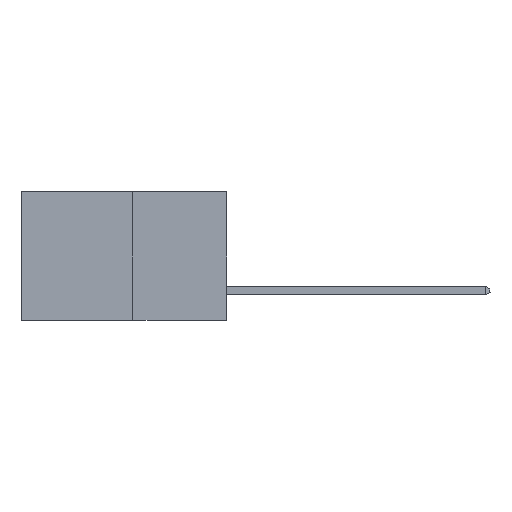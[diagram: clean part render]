
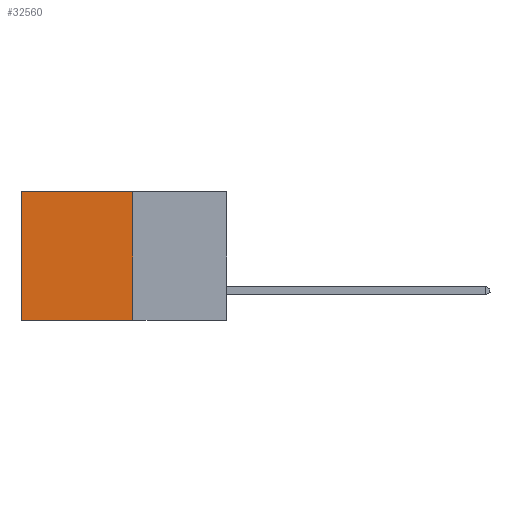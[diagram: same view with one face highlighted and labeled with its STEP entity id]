
A CAD part, left-side view. The second image highlights one B-rep face of the part: STEP entity #32560.
In plain terms, the highlighted planar face has unit normal (-1, 0, 0).
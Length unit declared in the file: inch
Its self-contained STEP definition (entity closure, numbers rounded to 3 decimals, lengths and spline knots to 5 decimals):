
#1302 = CARTESIAN_POINT ( 'NONE',  ( 0.277, 0.59, 0. ) ) ;
#2776 = DIRECTION ( 'NONE',  ( 0., 0., -1. ) ) ;
#4024 = VECTOR ( 'NONE', #6312, 39.37008 ) ;
#5635 = AXIS2_PLACEMENT_3D ( 'NONE', #23165, #18130, #2776 ) ;
#6243 = DIRECTION ( 'NONE',  ( 0., 0., -1. ) ) ;
#6312 = DIRECTION ( 'NONE',  ( 0., 0., -1. ) ) ;
#6354 = CARTESIAN_POINT ( 'NONE',  ( 0.277, 0.27, -0.37 ) ) ;
#6591 = VERTEX_POINT ( 'NONE', #11375 ) ;
#6763 = VERTEX_POINT ( 'NONE', #31909 ) ;
#8407 = DIRECTION ( 'NONE',  ( 0., 1., 0. ) ) ;
#9192 = VECTOR ( 'NONE', #6243, 39.37008 ) ;
#10051 = LINE ( 'NONE', #16702, #4024 ) ;
#11344 = DIRECTION ( 'NONE',  ( 0., 1., 0. ) ) ;
#11375 = CARTESIAN_POINT ( 'NONE',  ( 0.277, 0.27, 0. ) ) ;
#13053 = VECTOR ( 'NONE', #11344, 39.37008 ) ;
#13372 = ORIENTED_EDGE ( 'NONE', *, *, #29361, .T. ) ;
#13536 = EDGE_CURVE ( 'NONE', #6591, #6763, #21212, .T. ) ;
#13816 = CARTESIAN_POINT ( 'NONE',  ( 0.277, 0.27, 0. ) ) ;
#15165 = EDGE_CURVE ( 'NONE', #6763, #21722, #25038, .T. ) ;
#15547 = PLANE ( 'NONE',  #5635 ) ;
#16702 = CARTESIAN_POINT ( 'NONE',  ( 0.277, 0.59, -0.37 ) ) ;
#17594 = ORIENTED_EDGE ( 'NONE', *, *, #15165, .F. ) ;
#17901 = VERTEX_POINT ( 'NONE', #1302 ) ;
#18130 = DIRECTION ( 'NONE',  ( 1., 0., 0. ) ) ;
#21212 = LINE ( 'NONE', #6354, #9192 ) ;
#21673 = FACE_OUTER_BOUND ( 'NONE', #30993, .T. ) ;
#21722 = VERTEX_POINT ( 'NONE', #31704 ) ;
#22930 = ORIENTED_EDGE ( 'NONE', *, *, #13536, .F. ) ;
#22996 = CARTESIAN_POINT ( 'NONE',  ( 0.277, 0.27, -0.37 ) ) ;
#23165 = CARTESIAN_POINT ( 'NONE',  ( 0.277, 0.27, -0.37 ) ) ;
#23763 = EDGE_CURVE ( 'NONE', #17901, #21722, #10051, .T. ) ;
#25038 = LINE ( 'NONE', #22996, #30896 ) ;
#26608 = LINE ( 'NONE', #13816, #13053 ) ;
#27761 = ORIENTED_EDGE ( 'NONE', *, *, #23763, .T. ) ;
#29361 = EDGE_CURVE ( 'NONE', #6591, #17901, #26608, .T. ) ;
#30896 = VECTOR ( 'NONE', #8407, 39.37008 ) ;
#30993 = EDGE_LOOP ( 'NONE', ( #27761, #17594, #22930, #13372 ) ) ;
#31704 = CARTESIAN_POINT ( 'NONE',  ( 0.277, 0.59, -0.37 ) ) ;
#31909 = CARTESIAN_POINT ( 'NONE',  ( 0.277, 0.27, -0.37 ) ) ;
#32560 = ADVANCED_FACE ( 'NONE', ( #21673 ), #15547, .F. ) ;
